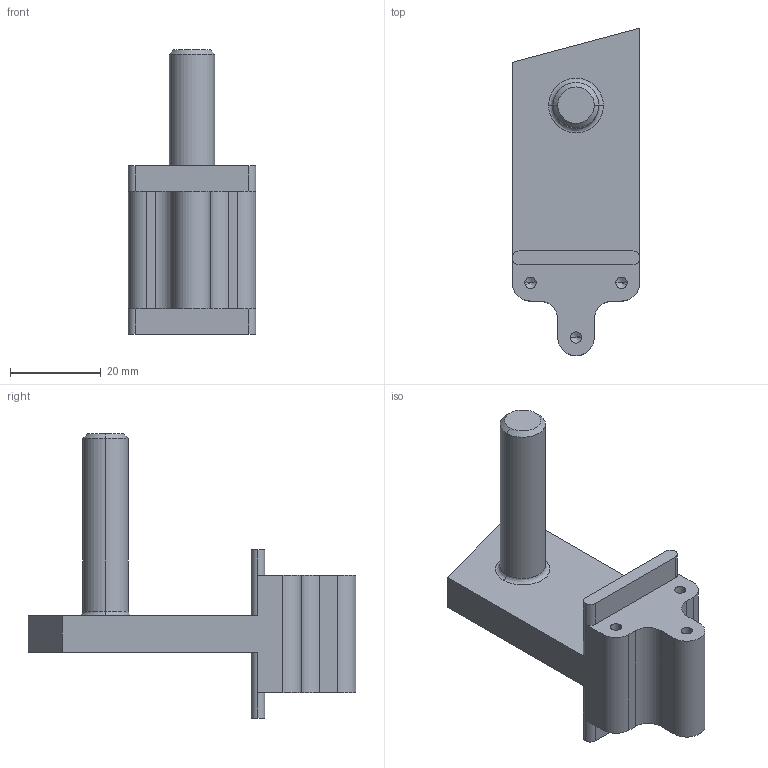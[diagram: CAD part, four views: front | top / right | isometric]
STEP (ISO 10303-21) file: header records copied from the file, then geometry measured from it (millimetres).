
FILE_DESCRIPTION (( 'STEP AP214' ), '1' );
FILE_NAME ('MS001-C.03.006JS.1.1 MS001-C蟀裝.step', '2021-08-27T12:17:24', ( '' ), ( '' ), 'SwSTEP 2.0', 'SolidWorks 2016', '' );
FILE_SCHEMA (( 'AUTOMOTIVE_DESIGN' ));
Length unit declared in the file: millimetre
Products named in the file (1): MS001-C.03.006JS.1.1 MS001-C蟀裝
Bounding box: 28 x 72 x 62.5 mm (x, y, z)
Volume: 24160 mm3; surface area: 8698 mm2
Topology: 1 solids, 1 shells, 61 faces, 154 edges, 90 vertices
Faces by surface type: cylinder 27, plane 18, cone 14, bspline 2
Entity records: 2092 total; most frequent: CARTESIAN_POINT 490, DIRECTION 318, ORIENTED_EDGE 284, EDGE_CURVE 142, AXIS2_PLACEMENT_3D 118, VERTEX_POINT 90, LINE 82, VECTOR 82
